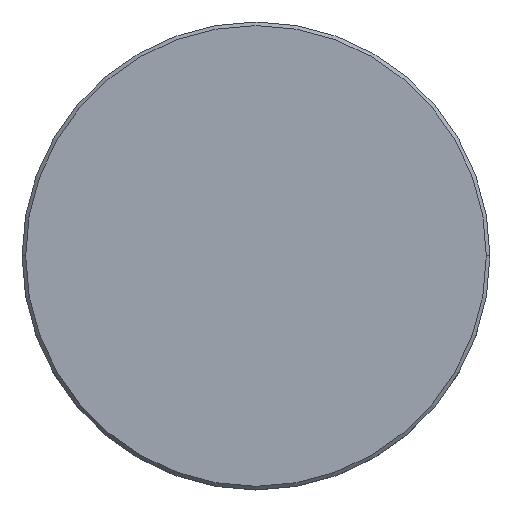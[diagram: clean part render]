
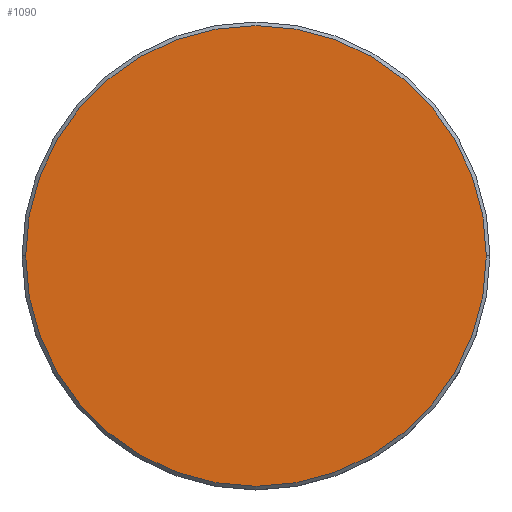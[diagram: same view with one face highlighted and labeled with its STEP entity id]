
A CAD part, top view. The second image highlights one B-rep face of the part: STEP entity #1090.
In plain terms, the highlighted planar face has unit normal (0, 0, 1).
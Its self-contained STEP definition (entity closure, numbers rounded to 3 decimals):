
#30 = DIRECTION ( 'NONE',  ( 1., 0., 0. ) ) ;
#55 = VERTEX_POINT ( 'NONE', #87 ) ;
#87 = CARTESIAN_POINT ( 'NONE',  ( 32., 0., 0. ) ) ;
#116 = CARTESIAN_POINT ( 'NONE',  ( 0., 0., 0. ) ) ;
#174 = EDGE_CURVE ( 'NONE', #55, #438, #805, .T. ) ;
#296 = DIRECTION ( 'NONE',  ( 1., 0., 0. ) ) ;
#331 = AXIS2_PLACEMENT_3D ( 'NONE', #116, #378, #830 ) ;
#378 = DIRECTION ( 'NONE',  ( 0., 0., 1. ) ) ;
#394 = DIRECTION ( 'NONE',  ( 0., 0., 1. ) ) ;
#438 = VERTEX_POINT ( 'NONE', #450 ) ;
#450 = CARTESIAN_POINT ( 'NONE',  ( -32., 0., 0. ) ) ;
#477 = ORIENTED_EDGE ( 'NONE', *, *, #603, .T. ) ;
#483 = FACE_OUTER_BOUND ( 'NONE', #870, .T. ) ;
#575 = CARTESIAN_POINT ( 'NONE',  ( 0., 0., 0. ) ) ;
#603 = EDGE_CURVE ( 'NONE', #438, #55, #842, .T. ) ;
#805 = CIRCLE ( 'NONE', #1094, 32. ) ;
#830 = DIRECTION ( 'NONE',  ( 1., 0., 0. ) ) ;
#840 = DIRECTION ( 'NONE',  ( 0., 0., 1. ) ) ;
#842 = CIRCLE ( 'NONE', #331, 32. ) ;
#870 = EDGE_LOOP ( 'NONE', ( #477, #990 ) ) ;
#990 = ORIENTED_EDGE ( 'NONE', *, *, #174, .T. ) ;
#1090 = ADVANCED_FACE ( 'NONE', ( #483 ), #1124, .T. ) ;
#1094 = AXIS2_PLACEMENT_3D ( 'NONE', #575, #840, #30 ) ;
#1118 = AXIS2_PLACEMENT_3D ( 'NONE', #1120, #394, #296 ) ;
#1120 = CARTESIAN_POINT ( 'NONE',  ( 0., 0., 0. ) ) ;
#1124 = PLANE ( 'NONE',  #1118 ) ;
